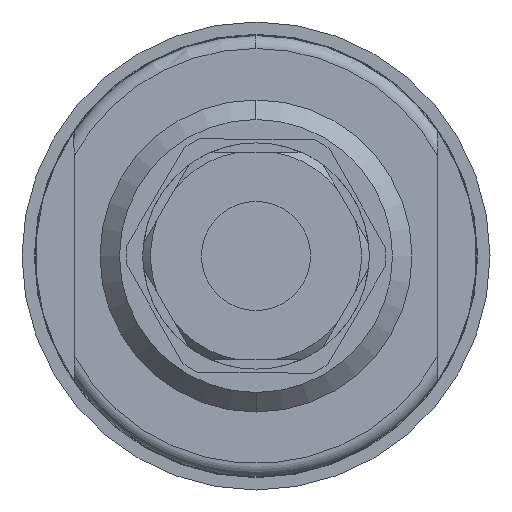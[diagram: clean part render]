
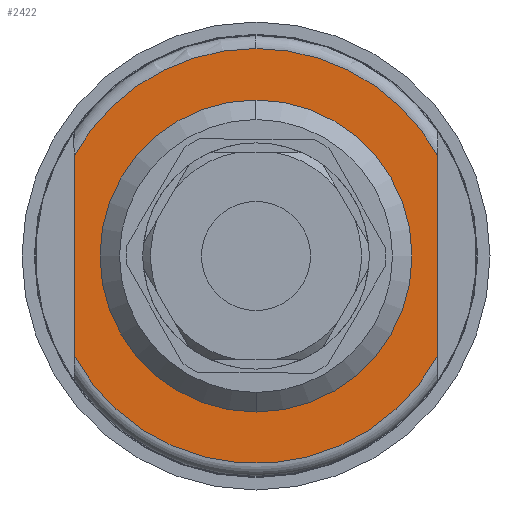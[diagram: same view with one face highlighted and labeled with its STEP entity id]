
A CAD part, front view. The second image highlights one B-rep face of the part: STEP entity #2422.
In plain terms, the highlighted planar face has unit normal (0, -1, 0).
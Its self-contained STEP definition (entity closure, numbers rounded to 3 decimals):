
#21 = DIRECTION ( 'NONE',  ( 0., 0., 1. ) ) ;
#30 = EDGE_CURVE ( 'Defeature ausgef�hrt1_1+Defeature ausgef�hrt1_15+Defeature ausgef�hrt1_15+Defeature ausgef�hrt1_15', #4146, #2739, #1195, .T. ) ;
#31 = CARTESIAN_POINT ( 'NONE',  ( -7., -47., 3.832 ) ) ;
#35 = EDGE_LOOP ( 'NONE', ( #276, #4297, #3408, #1421, #5171 ) ) ;
#218 = CARTESIAN_POINT ( 'NONE',  ( -7., -47., -3.832 ) ) ;
#276 = ORIENTED_EDGE ( 'NONE', *, *, #2611, .F. ) ;
#362 = CARTESIAN_POINT ( 'NONE',  ( 5.17, -47., 0. ) ) ;
#487 = DIRECTION ( 'NONE',  ( 0., 1., 0. ) ) ;
#664 = EDGE_CURVE ( 'Defeature ausgef�hrt1_1+Defeature ausgef�hrt1_2+Defeature ausgef�hrt1_23+Defeature ausgef�hrt1_21', #1642, #2703, #4184, .T. ) ;
#684 = ORIENTED_EDGE ( 'NONE', *, *, #2242, .T. ) ;
#743 = CARTESIAN_POINT ( 'NONE',  ( 0., -47., -8.48 ) ) ;
#824 = DIRECTION ( 'NONE',  ( 1., 0., 0. ) ) ;
#855 = AXIS2_PLACEMENT_3D ( 'NONE', #2513, #487, #1725 ) ;
#866 = CARTESIAN_POINT ( 'NONE',  ( -7., -47., -8.48 ) ) ;
#1117 = VERTEX_POINT ( 'NONE', #218 ) ;
#1141 = FACE_OUTER_BOUND ( 'NONE', #35, .T. ) ;
#1195 = CIRCLE ( 'NONE', #855, 5.17 ) ;
#1196 = CARTESIAN_POINT ( 'NONE',  ( 7., -47., -8.48 ) ) ;
#1202 = ORIENTED_EDGE ( 'NONE', *, *, #30, .T. ) ;
#1310 = CARTESIAN_POINT ( 'NONE',  ( 0., -47., 0. ) ) ;
#1421 = ORIENTED_EDGE ( 'NONE', *, *, #4477, .F. ) ;
#1440 = CIRCLE ( 'NONE', #2126, 7.98 ) ;
#1498 = CARTESIAN_POINT ( 'NONE',  ( 0., -47., 0. ) ) ;
#1525 = AXIS2_PLACEMENT_3D ( 'NONE', #2155, #3374, #21 ) ;
#1642 = VERTEX_POINT ( 'NONE', #4908 ) ;
#1676 = DIRECTION ( 'NONE',  ( 0., 0., -1. ) ) ;
#1695 = DIRECTION ( 'NONE',  ( 0., 0., 1. ) ) ;
#1710 = EDGE_CURVE ( 'Defeature ausgef�hrt1_1+Defeature ausgef�hrt1_3+Defeature ausgef�hrt1_21+Defeature ausgef�hrt1_23', #1117, #3196, #2643, .T. ) ;
#1725 = DIRECTION ( 'NONE',  ( 1., 0., 0. ) ) ;
#1922 = DIRECTION ( 'NONE',  ( 0., 0., 1. ) ) ;
#1985 = DIRECTION ( 'NONE',  ( 0., -1., 0. ) ) ;
#2076 = LINE ( 'NONE', #866, #4121 ) ;
#2115 = CARTESIAN_POINT ( 'NONE',  ( 7., -47., -3.832 ) ) ;
#2126 = AXIS2_PLACEMENT_3D ( 'NONE', #2788, #4411, #1922 ) ;
#2155 = CARTESIAN_POINT ( 'NONE',  ( 0., -47., 0. ) ) ;
#2242 = EDGE_CURVE ( 'Defeature ausgef�hrt1_1+Defeature ausgef�hrt1_15+Defeature ausgef�hrt1_15+Defeature ausgef�hrt1_15', #2739, #4146, #3677, .T. ) ;
#2407 = EDGE_CURVE ( 'Defeature ausgef�hrt1_1+Defeature ausgef�hrt1_2+Defeature ausgef�hrt1_23+Defeature ausgef�hrt1_21', #3258, #1642, #1440, .T. ) ;
#2417 = DIRECTION ( 'NONE',  ( 0., 1., 0. ) ) ;
#2422 = ADVANCED_FACE ( 'Defeature ausgef�hrt1_1', ( #4433, #1141 ), #3569, .F. ) ;
#2439 = LINE ( 'NONE', #1196, #3084 ) ;
#2513 = CARTESIAN_POINT ( 'NONE',  ( 0., -47., 0. ) ) ;
#2551 = CARTESIAN_POINT ( 'NONE',  ( 7., -47., 3.832 ) ) ;
#2611 = EDGE_CURVE ( 'Defeature ausgef�hrt1_23+Defeature ausgef�hrt1_1+Defeature ausgef�hrt1_2+Defeature ausgef�hrt1_3', #3258, #3196, #2439, .T. ) ;
#2643 = CIRCLE ( 'NONE', #1525, 7.98 ) ;
#2648 = AXIS2_PLACEMENT_3D ( 'NONE', #1310, #4519, #824 ) ;
#2703 = VERTEX_POINT ( 'NONE', #31 ) ;
#2739 = VERTEX_POINT ( 'NONE', #362 ) ;
#2788 = CARTESIAN_POINT ( 'NONE',  ( 0., -47., 0. ) ) ;
#3084 = VECTOR ( 'NONE', #1676, 1000. ) ;
#3196 = VERTEX_POINT ( 'NONE', #2115 ) ;
#3252 = DIRECTION ( 'NONE',  ( 0., 0., 1. ) ) ;
#3258 = VERTEX_POINT ( 'NONE', #2551 ) ;
#3374 = DIRECTION ( 'NONE',  ( 0., -1., 0. ) ) ;
#3408 = ORIENTED_EDGE ( 'NONE', *, *, #664, .T. ) ;
#3569 = PLANE ( 'NONE',  #5144 ) ;
#3677 = CIRCLE ( 'NONE', #2648, 5.17 ) ;
#4121 = VECTOR ( 'NONE', #1695, 1000. ) ;
#4134 = CARTESIAN_POINT ( 'NONE',  ( -5.17, -47., 0. ) ) ;
#4146 = VERTEX_POINT ( 'NONE', #4134 ) ;
#4184 = CIRCLE ( 'NONE', #4268, 7.98 ) ;
#4268 = AXIS2_PLACEMENT_3D ( 'NONE', #1498, #1985, #4363 ) ;
#4297 = ORIENTED_EDGE ( 'NONE', *, *, #2407, .T. ) ;
#4345 = EDGE_LOOP ( 'NONE', ( #684, #1202 ) ) ;
#4363 = DIRECTION ( 'NONE',  ( 0., 0., 1. ) ) ;
#4411 = DIRECTION ( 'NONE',  ( 0., -1., 0. ) ) ;
#4433 = FACE_BOUND ( 'NONE', #4345, .T. ) ;
#4477 = EDGE_CURVE ( 'Defeature ausgef�hrt1_21+Defeature ausgef�hrt1_1+Defeature ausgef�hrt1_3+Defeature ausgef�hrt1_2', #1117, #2703, #2076, .T. ) ;
#4519 = DIRECTION ( 'NONE',  ( 0., 1., 0. ) ) ;
#4908 = CARTESIAN_POINT ( 'NONE',  ( 0., -47., 7.98 ) ) ;
#5144 = AXIS2_PLACEMENT_3D ( 'NONE', #743, #2417, #3252 ) ;
#5171 = ORIENTED_EDGE ( 'NONE', *, *, #1710, .T. ) ;
